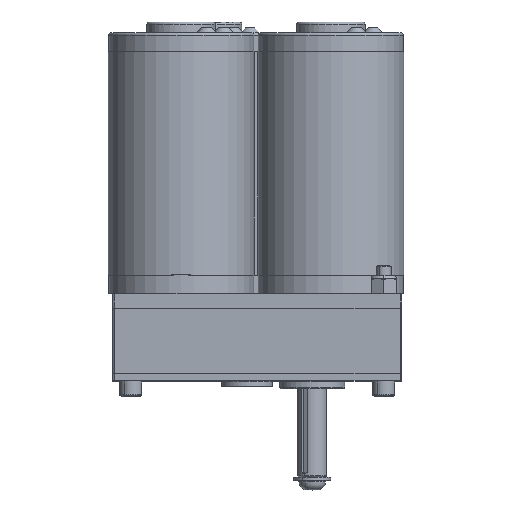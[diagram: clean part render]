
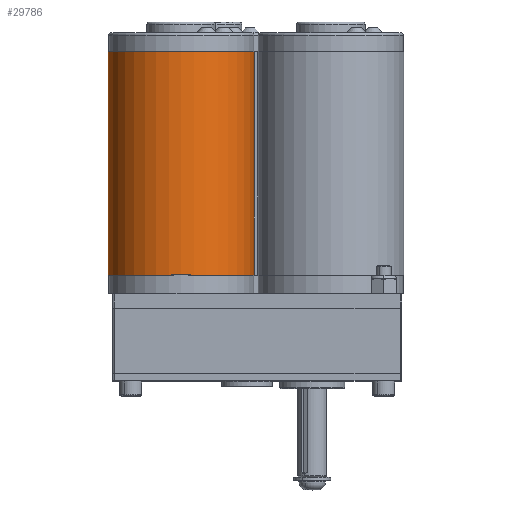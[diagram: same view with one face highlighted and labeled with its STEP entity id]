
A CAD part, top view. The second image highlights one B-rep face of the part: STEP entity #29786.
In plain terms, the highlighted cylindrical face has radius 32.004 mm (diameter 64.008 mm), a partial arc.
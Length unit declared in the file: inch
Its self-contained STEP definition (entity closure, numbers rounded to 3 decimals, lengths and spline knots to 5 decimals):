
#1933 = VERTEX_POINT ( 'NONE', #24085 ) ;
#2044 = VERTEX_POINT ( 'NONE', #24347 ) ;
#2332 = VERTEX_POINT ( 'NONE', #24276 ) ;
#3078 = VERTEX_POINT ( 'NONE', #24812 ) ;
#9099 = AXIS2_PLACEMENT_3D ( 'NONE', #29463, #29475, #29472 ) ;
#10345 = AXIS2_PLACEMENT_3D ( 'NONE', #14420, #14240, #14273 ) ;
#14240 = DIRECTION ( 'NONE',  ( 0., 0., 1. ) ) ;
#14273 = DIRECTION ( 'NONE',  ( 1., 0., 0. ) ) ;
#14420 = CARTESIAN_POINT ( 'NONE',  ( 1.4, 4.303, -3.438 ) ) ;
#15267 = ORIENTED_EDGE ( 'NONE', *, *, #22300, .T. ) ;
#15441 = ORIENTED_EDGE ( 'NONE', *, *, #22038, .F. ) ;
#15471 = EDGE_LOOP ( 'NONE', ( #15267, #15878, #15441, #15595 ) ) ;
#15595 = ORIENTED_EDGE ( 'NONE', *, *, #22325, .F. ) ;
#15878 = ORIENTED_EDGE ( 'NONE', *, *, #22330, .T. ) ;
#17508 = VECTOR ( 'NONE', #25668, 39.37008 ) ;
#17692 = FACE_OUTER_BOUND ( 'NONE', #15471, .T. ) ;
#17812 = LINE ( 'NONE', #25666, #17508 ) ;
#17826 = LINE ( 'NONE', #26120, #18165 ) ;
#17952 = CYLINDRICAL_SURFACE ( 'NONE', #29894, 1.26 ) ;
#18165 = VECTOR ( 'NONE', #26131, 39.37008 ) ;
#18341 = CIRCLE ( 'NONE', #10345, 1.26 ) ;
#20175 = CIRCLE ( 'NONE', #9099, 1.26 ) ;
#22038 = EDGE_CURVE ( 'NONE', #3078, #2332, #20175, .T. ) ;
#22300 = EDGE_CURVE ( 'NONE', #2044, #1933, #18341, .T. ) ;
#22325 = EDGE_CURVE ( 'NONE', #2044, #3078, #17826, .T. ) ;
#22330 = EDGE_CURVE ( 'NONE', #1933, #2332, #17812, .T. ) ;
#24085 = CARTESIAN_POINT ( 'NONE',  ( 0.14, 4.303, -3.438 ) ) ;
#24276 = CARTESIAN_POINT ( 'NONE',  ( 0.14, 4.303, 0.426 ) ) ;
#24347 = CARTESIAN_POINT ( 'NONE',  ( 2.66, 4.303, -3.438 ) ) ;
#24812 = CARTESIAN_POINT ( 'NONE',  ( 2.66, 4.303, 0.426 ) ) ;
#25666 = CARTESIAN_POINT ( 'NONE',  ( 0.14, 4.303, -3.438 ) ) ;
#25668 = DIRECTION ( 'NONE',  ( 0., 0., 1. ) ) ;
#26120 = CARTESIAN_POINT ( 'NONE',  ( 2.66, 4.303, -3.438 ) ) ;
#26131 = DIRECTION ( 'NONE',  ( 0., 0., 1. ) ) ;
#26401 = CARTESIAN_POINT ( 'NONE',  ( 1.4, 4.303, -3.438 ) ) ;
#26533 = DIRECTION ( 'NONE',  ( 1., 0., 0. ) ) ;
#26923 = DIRECTION ( 'NONE',  ( 0., 0., 1. ) ) ;
#29463 = CARTESIAN_POINT ( 'NONE',  ( 1.4, 4.303, 0.426 ) ) ;
#29472 = DIRECTION ( 'NONE',  ( 1., 0., 0. ) ) ;
#29475 = DIRECTION ( 'NONE',  ( 0., 0., 1. ) ) ;
#29786 = ADVANCED_FACE ( 'NONE', ( #17692 ), #17952, .T. ) ;
#29894 = AXIS2_PLACEMENT_3D ( 'NONE', #26401, #26923, #26533 ) ;
